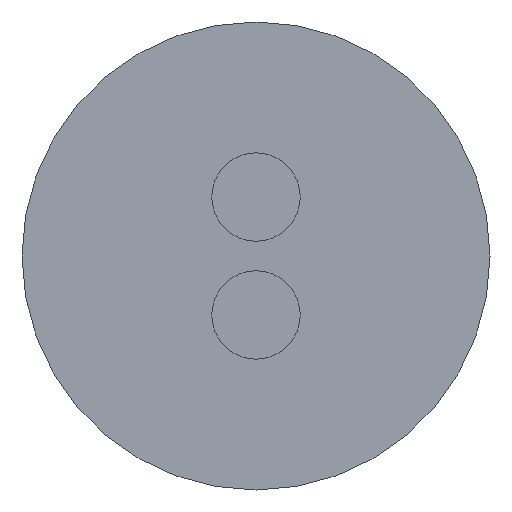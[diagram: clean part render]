
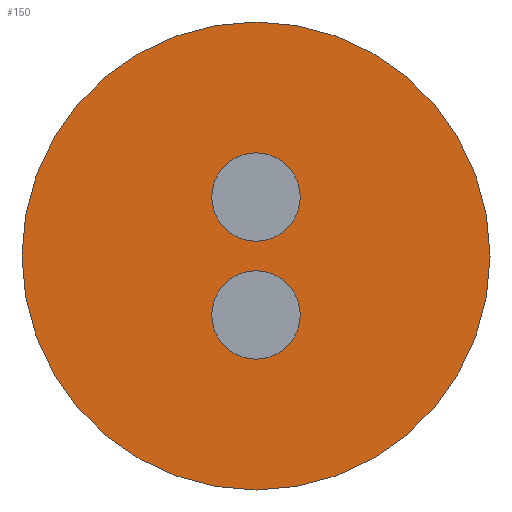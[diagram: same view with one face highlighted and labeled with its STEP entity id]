
A CAD part, front view. The second image highlights one B-rep face of the part: STEP entity #150.
In plain terms, the highlighted planar face has unit normal (0, -1, 0).
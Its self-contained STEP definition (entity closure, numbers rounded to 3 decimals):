
#15=FACE_BOUND('',#42,.T.);
#16=FACE_BOUND('',#43,.T.);
#22=PLANE('',#193);
#31=FACE_OUTER_BOUND('',#41,.T.);
#41=EDGE_LOOP('',(#128,#129));
#42=EDGE_LOOP('',(#130,#131));
#43=EDGE_LOOP('',(#132,#133));
#54=CIRCLE('',#174,1.5);
#55=CIRCLE('',#175,1.5);
#58=CIRCLE('',#180,1.5);
#59=CIRCLE('',#181,1.5);
#64=CIRCLE('',#191,7.938);
#65=CIRCLE('',#192,7.938);
#68=VERTEX_POINT('',#252);
#69=VERTEX_POINT('',#254);
#72=VERTEX_POINT('',#263);
#73=VERTEX_POINT('',#265);
#78=VERTEX_POINT('',#282);
#79=VERTEX_POINT('',#284);
#83=EDGE_CURVE('',#69,#68,#54,.T.);
#84=EDGE_CURVE('',#68,#69,#55,.T.);
#88=EDGE_CURVE('',#73,#72,#58,.T.);
#89=EDGE_CURVE('',#72,#73,#59,.T.);
#96=EDGE_CURVE('',#78,#79,#64,.T.);
#97=EDGE_CURVE('',#79,#78,#65,.T.);
#128=ORIENTED_EDGE('',*,*,#97,.F.);
#129=ORIENTED_EDGE('',*,*,#96,.F.);
#130=ORIENTED_EDGE('',*,*,#83,.T.);
#131=ORIENTED_EDGE('',*,*,#84,.T.);
#132=ORIENTED_EDGE('',*,*,#88,.T.);
#133=ORIENTED_EDGE('',*,*,#89,.T.);
#150=ADVANCED_FACE('',(#31,#15,#16),#22,.F.);
#174=AXIS2_PLACEMENT_3D('',#255,#203,#204);
#175=AXIS2_PLACEMENT_3D('',#256,#205,#206);
#180=AXIS2_PLACEMENT_3D('',#266,#216,#217);
#181=AXIS2_PLACEMENT_3D('',#267,#218,#219);
#191=AXIS2_PLACEMENT_3D('',#285,#240,#241);
#192=AXIS2_PLACEMENT_3D('',#286,#242,#243);
#193=AXIS2_PLACEMENT_3D('',#287,#244,#245);
#203=DIRECTION('center_axis',(0.,1.,0.));
#204=DIRECTION('ref_axis',(1.,0.,0.));
#205=DIRECTION('center_axis',(0.,1.,0.));
#206=DIRECTION('ref_axis',(1.,0.,0.));
#216=DIRECTION('center_axis',(0.,1.,0.));
#217=DIRECTION('ref_axis',(1.,0.,0.));
#218=DIRECTION('center_axis',(0.,1.,0.));
#219=DIRECTION('ref_axis',(1.,0.,0.));
#240=DIRECTION('center_axis',(0.,1.,0.));
#241=DIRECTION('ref_axis',(-1.,0.,0.));
#242=DIRECTION('center_axis',(0.,1.,0.));
#243=DIRECTION('ref_axis',(-1.,0.,0.));
#244=DIRECTION('center_axis',(0.,1.,0.));
#245=DIRECTION('ref_axis',(0.,0.,1.));
#252=CARTESIAN_POINT('',(-1.5,0.,-2.));
#254=CARTESIAN_POINT('',(1.5,0.,-2.));
#255=CARTESIAN_POINT('Origin',(0.,0.,-2.));
#256=CARTESIAN_POINT('Origin',(0.,0.,-2.));
#263=CARTESIAN_POINT('',(-1.5,0.,2.));
#265=CARTESIAN_POINT('',(1.5,0.,2.));
#266=CARTESIAN_POINT('Origin',(0.,0.,2.));
#267=CARTESIAN_POINT('Origin',(0.,0.,2.));
#282=CARTESIAN_POINT('',(7.938,0.,0.));
#284=CARTESIAN_POINT('',(-7.938,0.,0.));
#285=CARTESIAN_POINT('Origin',(0.,0.,0.));
#286=CARTESIAN_POINT('Origin',(0.,0.,0.));
#287=CARTESIAN_POINT('Origin',(0.,0.,0.));
